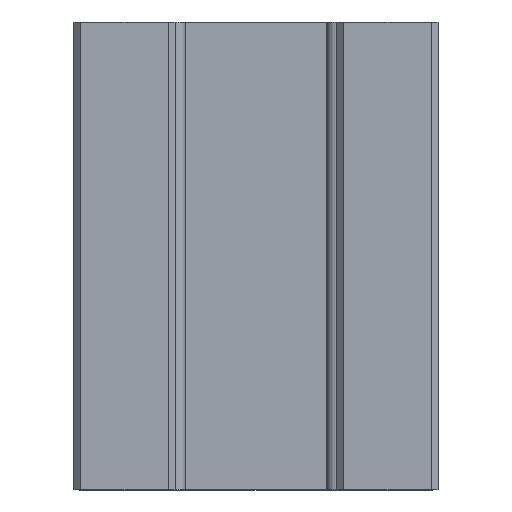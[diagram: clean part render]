
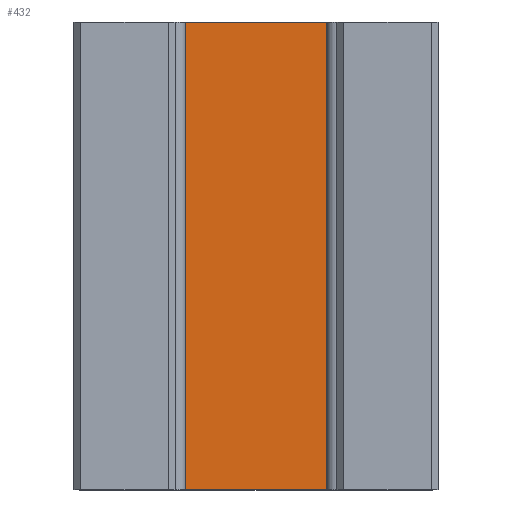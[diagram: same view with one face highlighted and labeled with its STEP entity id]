
A CAD part, front view. The second image highlights one B-rep face of the part: STEP entity #432.
In plain terms, the highlighted planar face has unit normal (0, -1, 0).
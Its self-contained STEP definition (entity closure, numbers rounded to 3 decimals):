
#168 = VERTEX_POINT('',#169);
#169 = CARTESIAN_POINT('',(6.,8.,0.));
#175 = EDGE_CURVE('',#168,#176,#178,.T.);
#176 = VERTEX_POINT('',#177);
#177 = CARTESIAN_POINT('',(-6.,8.,0.));
#178 = LINE('',#179,#180);
#179 = CARTESIAN_POINT('',(6.,8.,0.));
#180 = VECTOR('',#181,1.);
#181 = DIRECTION('',(-1.,0.,0.));
#355 = VERTEX_POINT('',#356);
#356 = CARTESIAN_POINT('',(6.,8.,34.7));
#362 = EDGE_CURVE('',#355,#363,#365,.T.);
#363 = VERTEX_POINT('',#364);
#364 = CARTESIAN_POINT('',(-6.,8.,34.7));
#365 = LINE('',#366,#367);
#366 = CARTESIAN_POINT('',(6.,8.,34.7));
#367 = VECTOR('',#368,1.);
#368 = DIRECTION('',(-1.,0.,0.));
#402 = EDGE_CURVE('',#176,#363,#403,.T.);
#403 = LINE('',#404,#405);
#404 = CARTESIAN_POINT('',(-6.,8.,0.));
#405 = VECTOR('',#406,1.);
#406 = DIRECTION('',(0.,0.,1.));
#432 = ADVANCED_FACE('',(#433),#444,.T.);
#433 = FACE_BOUND('',#434,.T.);
#434 = EDGE_LOOP('',(#435,#441,#442,#443));
#435 = ORIENTED_EDGE('',*,*,#436,.T.);
#436 = EDGE_CURVE('',#168,#355,#437,.T.);
#437 = LINE('',#438,#439);
#438 = CARTESIAN_POINT('',(6.,8.,0.));
#439 = VECTOR('',#440,1.);
#440 = DIRECTION('',(0.,0.,1.));
#441 = ORIENTED_EDGE('',*,*,#362,.T.);
#442 = ORIENTED_EDGE('',*,*,#402,.F.);
#443 = ORIENTED_EDGE('',*,*,#175,.F.);
#444 = PLANE('',#445);
#445 = AXIS2_PLACEMENT_3D('',#446,#447,#448);
#446 = CARTESIAN_POINT('',(6.,8.,0.));
#447 = DIRECTION('',(0.,-1.,0.));
#448 = DIRECTION('',(-1.,0.,0.));
